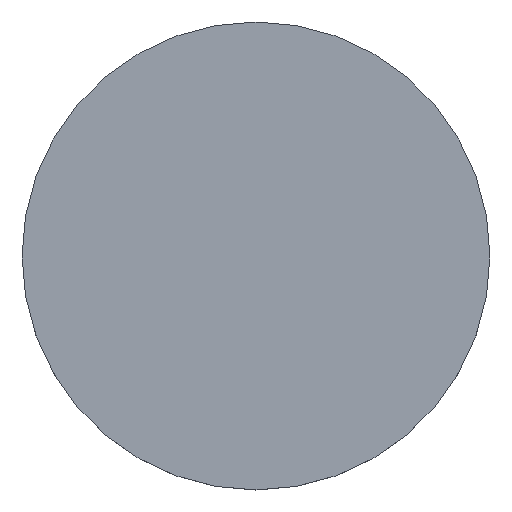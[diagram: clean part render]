
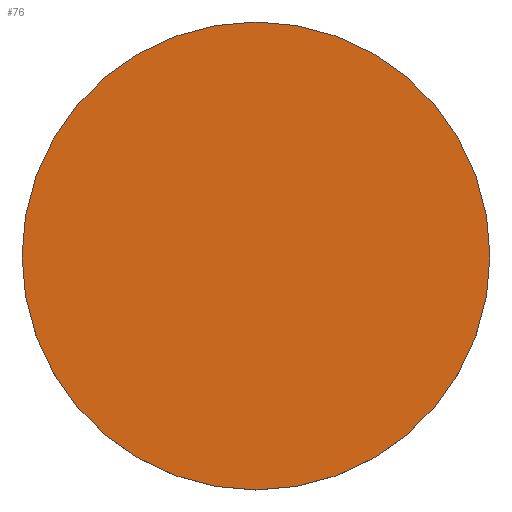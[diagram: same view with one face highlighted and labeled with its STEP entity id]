
A CAD part, top view. The second image highlights one B-rep face of the part: STEP entity #76.
In plain terms, the highlighted planar face has unit normal (0, 0, 1).
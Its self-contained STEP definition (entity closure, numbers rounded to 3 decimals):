
#7 = DIRECTION ( 'NONE',  ( 0., 0., 1. ) ) ;
#10 = AXIS2_PLACEMENT_3D ( 'NONE', #125, #7, #50 ) ;
#13 = DIRECTION ( 'NONE',  ( 0., 0., 1. ) ) ;
#19 = AXIS2_PLACEMENT_3D ( 'NONE', #119, #13, #129 ) ;
#31 = FACE_OUTER_BOUND ( 'NONE', #78, .T. ) ;
#33 = CARTESIAN_POINT ( 'NONE',  ( -6.29, 0., 1. ) ) ;
#36 = ORIENTED_EDGE ( 'NONE', *, *, #86, .T. ) ;
#39 = CIRCLE ( 'NONE', #10, 6.29 ) ;
#48 = VERTEX_POINT ( 'NONE', #33 ) ;
#49 = DIRECTION ( 'NONE',  ( 0., 0., 1. ) ) ;
#50 = DIRECTION ( 'NONE',  ( 1., 0., 0. ) ) ;
#51 = AXIS2_PLACEMENT_3D ( 'NONE', #111, #49, #101 ) ;
#54 = ORIENTED_EDGE ( 'NONE', *, *, #121, .T. ) ;
#69 = CIRCLE ( 'NONE', #19, 6.29 ) ;
#76 = ADVANCED_FACE ( 'NONE', ( #31 ), #80, .T. ) ;
#78 = EDGE_LOOP ( 'NONE', ( #36, #54 ) ) ;
#80 = PLANE ( 'NONE',  #51 ) ;
#82 = CARTESIAN_POINT ( 'NONE',  ( 6.29, 0., 1. ) ) ;
#86 = EDGE_CURVE ( 'NONE', #48, #88, #39, .T. ) ;
#88 = VERTEX_POINT ( 'NONE', #82 ) ;
#101 = DIRECTION ( 'NONE',  ( 1., 0., 0. ) ) ;
#111 = CARTESIAN_POINT ( 'NONE',  ( 0., 0., 1. ) ) ;
#119 = CARTESIAN_POINT ( 'NONE',  ( 0., 0., 1. ) ) ;
#121 = EDGE_CURVE ( 'NONE', #88, #48, #69, .T. ) ;
#125 = CARTESIAN_POINT ( 'NONE',  ( 0., 0., 1. ) ) ;
#129 = DIRECTION ( 'NONE',  ( 1., 0., 0. ) ) ;
